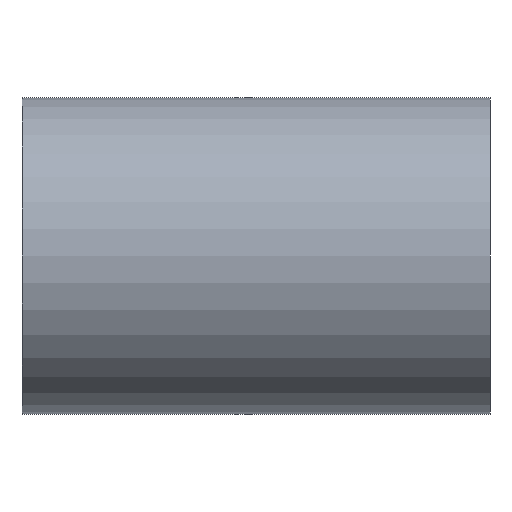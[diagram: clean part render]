
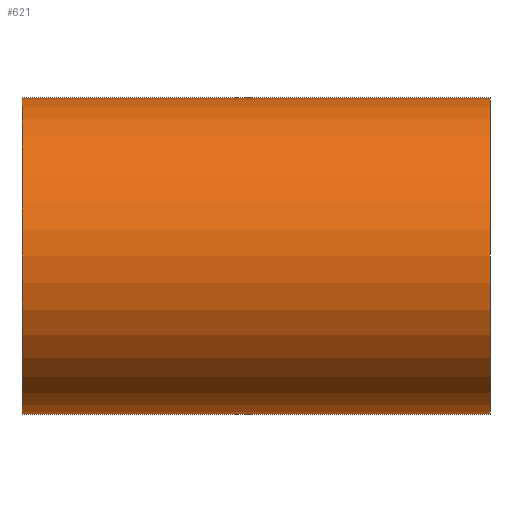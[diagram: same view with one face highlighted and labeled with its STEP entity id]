
A CAD part, left-side view. The second image highlights one B-rep face of the part: STEP entity #621.
In plain terms, the highlighted cylindrical face has radius 19.05 mm (diameter 38.1 mm), a partial arc.
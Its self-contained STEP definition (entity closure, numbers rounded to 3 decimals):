
#1 = VERTEX_POINT ( 'NONE', #251 ) ;
#30 = VERTEX_POINT ( 'NONE', #202 ) ;
#44 = DIRECTION ( 'NONE',  ( 0., 0., 1. ) ) ;
#49 = VERTEX_POINT ( 'NONE', #259 ) ;
#64 = CIRCLE ( 'NONE', #580, 19.05 ) ;
#81 = LINE ( 'NONE', #129, #558 ) ;
#84 = ORIENTED_EDGE ( 'NONE', *, *, #156, .F. ) ;
#92 = DIRECTION ( 'NONE',  ( 0., 1., 0. ) ) ;
#98 = CARTESIAN_POINT ( 'NONE',  ( 0., 0., 0. ) ) ;
#127 = CARTESIAN_POINT ( 'NONE',  ( 0., 56.3, 0. ) ) ;
#129 = CARTESIAN_POINT ( 'NONE',  ( 0., 161.376, 19.05 ) ) ;
#144 = EDGE_CURVE ( 'NONE', #548, #30, #64, .T. ) ;
#156 = EDGE_CURVE ( 'NONE', #1, #49, #571, .T. ) ;
#187 = EDGE_CURVE ( 'NONE', #30, #49, #81, .T. ) ;
#190 = DIRECTION ( 'NONE',  ( 0., 0., 1. ) ) ;
#202 = CARTESIAN_POINT ( 'NONE',  ( 0., 0., 19.05 ) ) ;
#251 = CARTESIAN_POINT ( 'NONE',  ( 0., 56.3, -19.05 ) ) ;
#259 = CARTESIAN_POINT ( 'NONE',  ( 0., 56.3, 19.05 ) ) ;
#273 = EDGE_LOOP ( 'NONE', ( #401, #417, #302, #84 ) ) ;
#275 = DIRECTION ( 'NONE',  ( 0., 0., 1. ) ) ;
#276 = CYLINDRICAL_SURFACE ( 'NONE', #424, 19.05 ) ;
#302 = ORIENTED_EDGE ( 'NONE', *, *, #187, .T. ) ;
#330 = CARTESIAN_POINT ( 'NONE',  ( 0., 161.376, 0. ) ) ;
#332 = DIRECTION ( 'NONE',  ( 0., 1., 0. ) ) ;
#339 = FACE_OUTER_BOUND ( 'NONE', #273, .T. ) ;
#341 = LINE ( 'NONE', #413, #353 ) ;
#353 = VECTOR ( 'NONE', #559, 1000. ) ;
#392 = EDGE_CURVE ( 'NONE', #548, #1, #341, .T. ) ;
#401 = ORIENTED_EDGE ( 'NONE', *, *, #392, .F. ) ;
#412 = AXIS2_PLACEMENT_3D ( 'NONE', #127, #332, #190 ) ;
#413 = CARTESIAN_POINT ( 'NONE',  ( 0., 161.376, -19.05 ) ) ;
#417 = ORIENTED_EDGE ( 'NONE', *, *, #144, .T. ) ;
#424 = AXIS2_PLACEMENT_3D ( 'NONE', #330, #92, #275 ) ;
#429 = DIRECTION ( 'NONE',  ( 0., 1., 0. ) ) ;
#470 = CARTESIAN_POINT ( 'NONE',  ( 0., 0., -19.05 ) ) ;
#548 = VERTEX_POINT ( 'NONE', #470 ) ;
#558 = VECTOR ( 'NONE', #598, 1000. ) ;
#559 = DIRECTION ( 'NONE',  ( 0., 1., 0. ) ) ;
#571 = CIRCLE ( 'NONE', #412, 19.05 ) ;
#580 = AXIS2_PLACEMENT_3D ( 'NONE', #98, #429, #44 ) ;
#598 = DIRECTION ( 'NONE',  ( 0., 1., 0. ) ) ;
#621 = ADVANCED_FACE ( 'NONE', ( #339 ), #276, .T. ) ;
